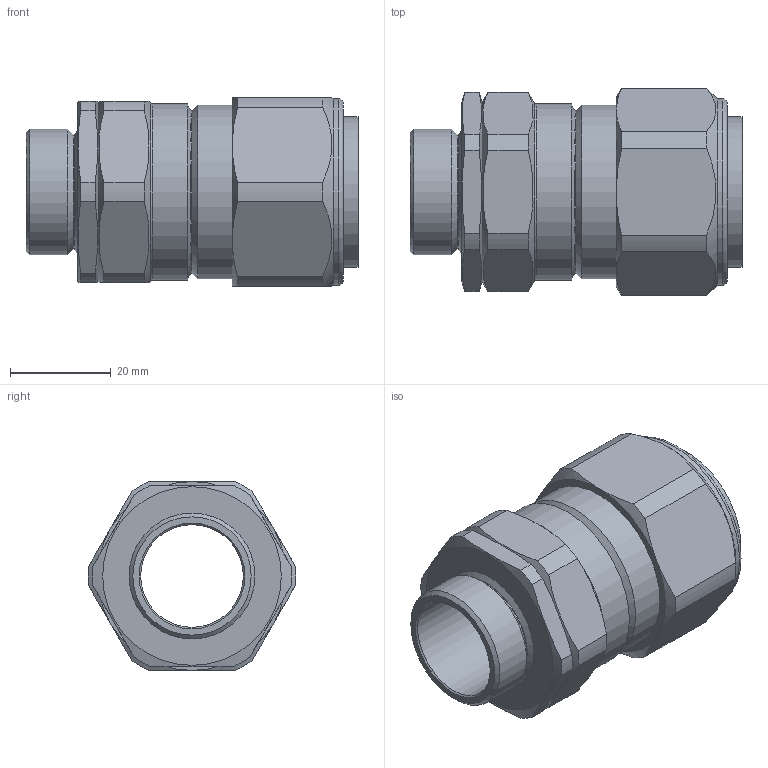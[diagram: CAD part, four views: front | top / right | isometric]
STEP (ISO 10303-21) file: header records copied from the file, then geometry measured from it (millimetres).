
FILE_DESCRIPTION (( 'STEP AP214' ), '1' );
FILE_NAME ('25SCX1RA.STEP', '2022-06-10T10:00:32', ( '' ), ( '' ), 'SwSTEP 2.0', 'SolidWorks 2017', '' );
FILE_SCHEMA (( 'AUTOMOTIVE_DESIGN' ));
Length unit declared in the file: millimetre
Products named in the file (1): 25SCX1RA
Bounding box: 65.95 x 41.23 x 37.5 mm (x, y, z)
Volume: 39693 mm3; surface area: 15236.2 mm2
Topology: 2 solids, 2 shells, 79 faces, 190 edges, 121 vertices
Faces by surface type: plane 28, cylinder 27, cone 21, torus 3
Full cylindrical faces by diameter (mm): 20.4 x1, 22.1 x1, 22.6 x1, 25 x1, 29.8 x1, 32.218 x1, 34.5 x1, 35 x1, 37 x1
Entity records: 3310 total; most frequent: CARTESIAN_POINT 732, DIRECTION 348, ORIENTED_EDGE 308, AXIS2_PLACEMENT_3D 156, EDGE_CURVE 154, EDGE_LOOP 116, VERTEX_POINT 112, FACE_OUTER_BOUND 91
